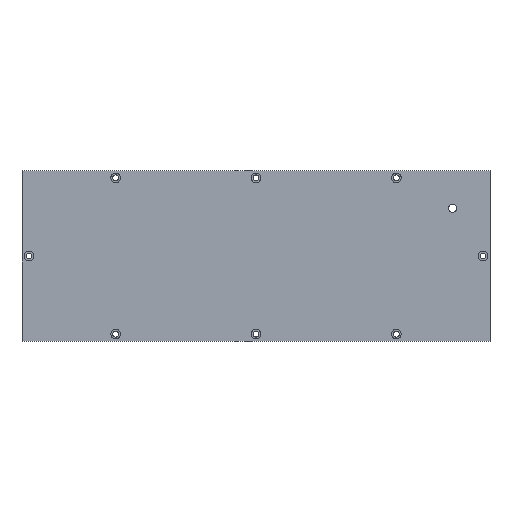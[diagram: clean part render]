
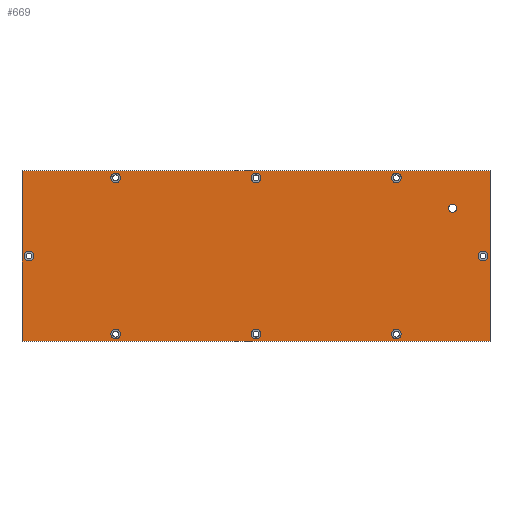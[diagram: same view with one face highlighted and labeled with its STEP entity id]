
A CAD part, top view. The second image highlights one B-rep face of the part: STEP entity #669.
In plain terms, the highlighted planar face has unit normal (0, 0, 1).
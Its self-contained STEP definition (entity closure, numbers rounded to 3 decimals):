
#22=LINE('',#941,#34);
#26=LINE('',#949,#38);
#29=LINE('',#955,#41);
#31=LINE('',#958,#43);
#34=VECTOR('',#805,1000.);
#38=VECTOR('',#811,1000.);
#41=VECTOR('',#816,1000.);
#43=VECTOR('',#820,1000.);
#51=PLANE('',#717);
#92=ORIENTED_EDGE('',*,*,#174,.F.);
#93=ORIENTED_EDGE('',*,*,#175,.T.);
#94=ORIENTED_EDGE('',*,*,#176,.T.);
#95=ORIENTED_EDGE('',*,*,#161,.F.);
#96=ORIENTED_EDGE('',*,*,#159,.F.);
#97=ORIENTED_EDGE('',*,*,#157,.F.);
#98=ORIENTED_EDGE('',*,*,#177,.T.);
#99=ORIENTED_EDGE('',*,*,#178,.T.);
#100=ORIENTED_EDGE('',*,*,#179,.T.);
#101=ORIENTED_EDGE('',*,*,#164,.T.);
#102=ORIENTED_EDGE('',*,*,#168,.T.);
#103=ORIENTED_EDGE('',*,*,#171,.T.);
#104=ORIENTED_EDGE('',*,*,#173,.T.);
#157=EDGE_CURVE('',#203,#203,#245,.T.);
#159=EDGE_CURVE('',#205,#205,#247,.T.);
#161=EDGE_CURVE('',#207,#207,#249,.T.);
#164=EDGE_CURVE('',#211,#210,#22,.T.);
#168=EDGE_CURVE('',#210,#213,#26,.T.);
#171=EDGE_CURVE('',#213,#215,#29,.T.);
#173=EDGE_CURVE('',#215,#211,#31,.T.);
#174=EDGE_CURVE('',#216,#216,#250,.T.);
#175=EDGE_CURVE('',#217,#217,#251,.T.);
#176=EDGE_CURVE('',#218,#218,#252,.T.);
#177=EDGE_CURVE('',#219,#219,#253,.T.);
#178=EDGE_CURVE('',#220,#220,#254,.T.);
#179=EDGE_CURVE('',#221,#221,#255,.T.);
#203=VERTEX_POINT('',#922);
#205=VERTEX_POINT('',#928);
#207=VERTEX_POINT('',#934);
#210=VERTEX_POINT('',#940);
#211=VERTEX_POINT('',#942);
#213=VERTEX_POINT('',#948);
#215=VERTEX_POINT('',#954);
#216=VERTEX_POINT('',#961);
#217=VERTEX_POINT('',#963);
#218=VERTEX_POINT('',#965);
#219=VERTEX_POINT('',#967);
#220=VERTEX_POINT('',#969);
#221=VERTEX_POINT('',#971);
#245=CIRCLE('',#704,5.15);
#247=CIRCLE('',#708,5.15);
#249=CIRCLE('',#712,5.15);
#250=CIRCLE('',#718,4.283);
#251=CIRCLE('',#719,5.15);
#252=CIRCLE('',#720,5.15);
#253=CIRCLE('',#721,5.15);
#254=CIRCLE('',#722,5.15);
#255=CIRCLE('',#723,5.15);
#294=EDGE_LOOP('',(#92));
#295=EDGE_LOOP('',(#93));
#296=EDGE_LOOP('',(#94));
#297=EDGE_LOOP('',(#95));
#298=EDGE_LOOP('',(#96));
#299=EDGE_LOOP('',(#97));
#300=EDGE_LOOP('',(#98));
#301=EDGE_LOOP('',(#99));
#302=EDGE_LOOP('',(#100));
#303=EDGE_LOOP('',(#101,#102,#103,#104));
#368=FACE_BOUND('',#294,.T.);
#369=FACE_BOUND('',#295,.T.);
#370=FACE_BOUND('',#296,.T.);
#371=FACE_BOUND('',#297,.T.);
#372=FACE_BOUND('',#298,.T.);
#373=FACE_BOUND('',#299,.T.);
#374=FACE_BOUND('',#300,.T.);
#375=FACE_BOUND('',#301,.T.);
#376=FACE_BOUND('',#302,.T.);
#377=FACE_BOUND('',#303,.T.);
#669=ADVANCED_FACE('',(#368,#369,#370,#371,#372,#373,#374,#375,#376,#377),
#51,.T.);
#704=AXIS2_PLACEMENT_3D('',#921,#783,#784);
#708=AXIS2_PLACEMENT_3D('',#927,#791,#792);
#712=AXIS2_PLACEMENT_3D('',#933,#799,#800);
#717=AXIS2_PLACEMENT_3D('',#959,#821,#822);
#718=AXIS2_PLACEMENT_3D('',#960,#823,#824);
#719=AXIS2_PLACEMENT_3D('',#962,#825,#826);
#720=AXIS2_PLACEMENT_3D('',#964,#827,#828);
#721=AXIS2_PLACEMENT_3D('',#966,#829,#830);
#722=AXIS2_PLACEMENT_3D('',#968,#831,#832);
#723=AXIS2_PLACEMENT_3D('',#970,#833,#834);
#783=DIRECTION('',(0.,0.,1.));
#784=DIRECTION('',(1.,0.,0.));
#791=DIRECTION('',(0.,0.,1.));
#792=DIRECTION('',(1.,0.,0.));
#799=DIRECTION('',(0.,0.,1.));
#800=DIRECTION('',(1.,0.,0.));
#805=DIRECTION('',(0.,1.,0.));
#811=DIRECTION('',(-1.,0.,0.));
#816=DIRECTION('',(0.,-1.,0.));
#820=DIRECTION('',(1.,0.,0.));
#821=DIRECTION('',(0.,0.,1.));
#822=DIRECTION('',(1.,0.,0.));
#823=DIRECTION('',(0.,0.,1.));
#824=DIRECTION('',(1.,0.,0.));
#825=DIRECTION('',(0.,0.,-1.));
#826=DIRECTION('',(1.,0.,0.));
#827=DIRECTION('',(0.,0.,-1.));
#828=DIRECTION('',(1.,0.,0.));
#829=DIRECTION('',(0.,0.,-1.));
#830=DIRECTION('',(1.,0.,0.));
#831=DIRECTION('',(0.,0.,-1.));
#832=DIRECTION('',(1.,0.,0.));
#833=DIRECTION('',(0.,0.,-1.));
#834=DIRECTION('',(1.,0.,0.));
#921=CARTESIAN_POINT('',(0.,83.5,15.));
#922=CARTESIAN_POINT('',(5.15,83.5,15.));
#927=CARTESIAN_POINT('',(150.,83.5,15.));
#928=CARTESIAN_POINT('',(155.15,83.5,15.));
#933=CARTESIAN_POINT('',(-150.,83.5,15.));
#934=CARTESIAN_POINT('',(-144.85,83.5,15.));
#940=CARTESIAN_POINT('',(250.,91.,15.));
#941=CARTESIAN_POINT('',(250.,-91.,15.));
#942=CARTESIAN_POINT('',(250.,-91.,15.));
#948=CARTESIAN_POINT('',(-250.,91.,15.));
#949=CARTESIAN_POINT('',(250.,91.,15.));
#954=CARTESIAN_POINT('',(-250.,-91.,15.));
#955=CARTESIAN_POINT('',(-250.,91.,15.));
#958=CARTESIAN_POINT('',(-250.,-91.,15.));
#959=CARTESIAN_POINT('',(0.,0.,15.));
#960=CARTESIAN_POINT('',(210.,51.,15.));
#961=CARTESIAN_POINT('',(214.283,51.,15.));
#962=CARTESIAN_POINT('',(242.5,0.,15.));
#963=CARTESIAN_POINT('',(247.65,0.,15.));
#964=CARTESIAN_POINT('',(-242.5,0.,15.));
#965=CARTESIAN_POINT('',(-237.35,0.,15.));
#966=CARTESIAN_POINT('',(0.,-83.5,15.));
#967=CARTESIAN_POINT('',(5.15,-83.5,15.));
#968=CARTESIAN_POINT('',(150.,-83.5,15.));
#969=CARTESIAN_POINT('',(155.15,-83.5,15.));
#970=CARTESIAN_POINT('',(-150.,-83.5,15.));
#971=CARTESIAN_POINT('',(-144.85,-83.5,15.));
